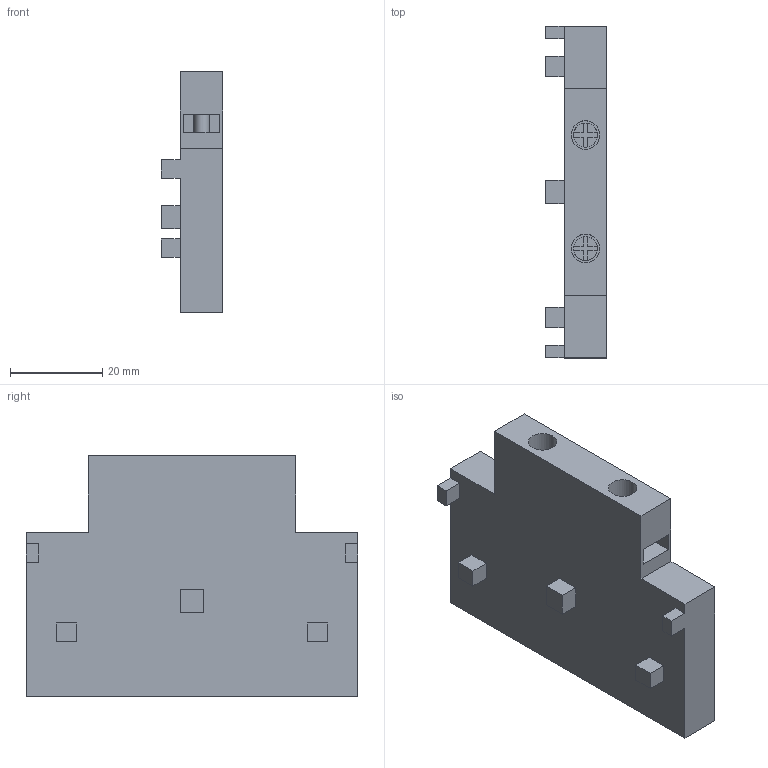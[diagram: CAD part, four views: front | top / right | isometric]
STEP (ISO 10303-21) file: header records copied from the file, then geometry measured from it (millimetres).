
FILE_DESCRIPTION(/* description */ (''),/* implementation_level */ '2;1');
FILE_NAME(/* name */ '100-S_1pol.stp',/* time_stamp */ '2012-07-19T10:42:14+02:00',/* author */ ('rota1'),/* organization */ ('RA'),/* preprocessor_version */ 'ST-DEVELOPER v11',/* originating_system */ 'SIEMENS PLM Software NX 7.5',/* authorisation */ '');
FILE_SCHEMA (('CONFIG_CONTROL_DESIGN'));
Length unit declared in the file: millimetre
Products named in the file (1): 000579_-.001
Bounding box: 13.3 x 72 x 52.3 mm (x, y, z)
Volume: 29589.4 mm3; surface area: 10314.7 mm2
Topology: 1 solids, 1 shells, 77 faces, 200 edges, 134 vertices
Faces by surface type: plane 71, cylinder 6
Full cylindrical faces by diameter (mm): 3.3 x2, 5.2 x2, 6.2 x2
Entity records: 2364 total; most frequent: CARTESIAN_POINT 398, ORIENTED_EDGE 380, DIRECTION 372, EDGE_CURVE 190, LINE 164, VECTOR 164, VERTEX_POINT 130, AXIS2_PLACEMENT_3D 104
